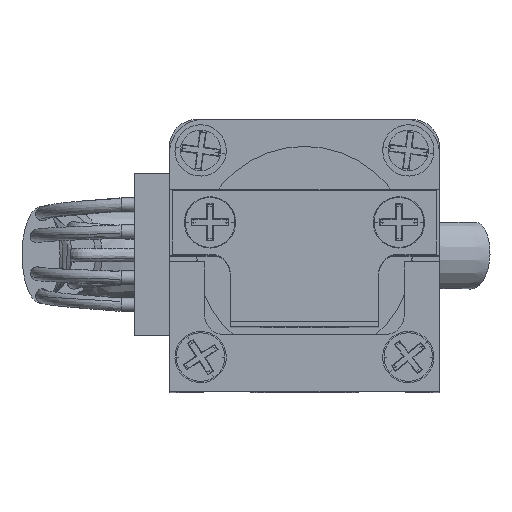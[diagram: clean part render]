
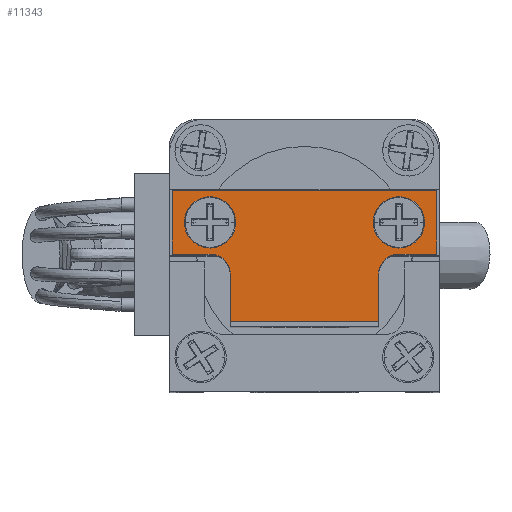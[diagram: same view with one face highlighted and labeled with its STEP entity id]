
A CAD part, top view. The second image highlights one B-rep face of the part: STEP entity #11343.
In plain terms, the highlighted planar face has unit normal (0, 0, 1).
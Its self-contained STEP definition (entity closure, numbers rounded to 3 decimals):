
#271 = VECTOR ( 'NONE', #16787, 1000. ) ;
#290 = EDGE_CURVE ( 'NONE', #39936, #12618, #45408, .T. ) ;
#363 = CARTESIAN_POINT ( 'NONE',  ( 5.15, 2.3, 39.26 ) ) ;
#1302 = DIRECTION ( 'NONE',  ( 0., 0., 1. ) ) ;
#2351 = VECTOR ( 'NONE', #6214, 1000. ) ;
#3469 = VERTEX_POINT ( 'NONE', #49483 ) ;
#3701 = ORIENTED_EDGE ( 'NONE', *, *, #25936, .T. ) ;
#4370 = VERTEX_POINT ( 'NONE', #17853 ) ;
#4412 = ORIENTED_EDGE ( 'NONE', *, *, #14654, .T. ) ;
#4650 = CARTESIAN_POINT ( 'NONE',  ( -7., 2.3, 39.26 ) ) ;
#4709 = DIRECTION ( 'NONE',  ( 0., 0., -1. ) ) ;
#5105 = LINE ( 'NONE', #25339, #18692 ) ;
#5147 = VERTEX_POINT ( 'NONE', #29275 ) ;
#5150 = DIRECTION ( 'NONE',  ( 0., -1., 0. ) ) ;
#5680 = DIRECTION ( 'NONE',  ( 0., 0., 1. ) ) ;
#5944 = LINE ( 'NONE', #46194, #2351 ) ;
#6214 = DIRECTION ( 'NONE',  ( 0., 1., 0. ) ) ;
#7016 = ORIENTED_EDGE ( 'NONE', *, *, #31388, .T. ) ;
#7633 = CIRCLE ( 'NONE', #25276, 1.85 ) ;
#8880 = VERTEX_POINT ( 'NONE', #25318 ) ;
#8918 = PLANE ( 'NONE',  #28365 ) ;
#9022 = DIRECTION ( 'NONE',  ( 1., 0., 0. ) ) ;
#10281 = EDGE_CURVE ( 'NONE', #33062, #23794, #24690, .T. ) ;
#10786 = VERTEX_POINT ( 'NONE', #23133 ) ;
#11178 = VERTEX_POINT ( 'NONE', #20739 ) ;
#11242 = ORIENTED_EDGE ( 'NONE', *, *, #21509, .F. ) ;
#11343 = ADVANCED_FACE ( 'NONE', ( #12861, #28909, #24958 ), #8918, .T. ) ;
#11510 = VERTEX_POINT ( 'NONE', #20938 ) ;
#12618 = VERTEX_POINT ( 'NONE', #34855 ) ;
#12861 = FACE_BOUND ( 'NONE', #38574, .T. ) ;
#13268 = LINE ( 'NONE', #37277, #20473 ) ;
#13584 = EDGE_CURVE ( 'NONE', #11510, #44673, #49827, .T. ) ;
#13781 = LINE ( 'NONE', #30078, #28627 ) ;
#13783 = ORIENTED_EDGE ( 'NONE', *, *, #21623, .T. ) ;
#14428 = EDGE_CURVE ( 'NONE', #24709, #11178, #19632, .T. ) ;
#14654 = EDGE_CURVE ( 'NONE', #5147, #3469, #5944, .T. ) ;
#16374 = LINE ( 'NONE', #40069, #48698 ) ;
#16787 = DIRECTION ( 'NONE',  ( 0., 1., 0. ) ) ;
#17343 = DIRECTION ( 'NONE',  ( 1., 0., 0. ) ) ;
#17853 = CARTESIAN_POINT ( 'NONE',  ( -7., -0.05, 39.26 ) ) ;
#18251 = VECTOR ( 'NONE', #24349, 1000. ) ;
#18500 = DIRECTION ( 'NONE',  ( 1., 0., 0. ) ) ;
#18563 = VECTOR ( 'NONE', #31971, 1000. ) ;
#18692 = VECTOR ( 'NONE', #25835, 1000. ) ;
#19186 = CARTESIAN_POINT ( 'NONE',  ( 7., -0.05, 39.26 ) ) ;
#19322 = EDGE_CURVE ( 'NONE', #4370, #10786, #38877, .T. ) ;
#19632 = LINE ( 'NONE', #48632, #18251 ) ;
#20473 = VECTOR ( 'NONE', #21195, 1000. ) ;
#20588 = DIRECTION ( 'NONE',  ( 1., 0., 0. ) ) ;
#20739 = CARTESIAN_POINT ( 'NONE',  ( -9.8, -0.05, 39.26 ) ) ;
#20938 = CARTESIAN_POINT ( 'NONE',  ( 8.85, 2.3, 39.26 ) ) ;
#21002 = CARTESIAN_POINT ( 'NONE',  ( -9.8, 4.65, 39.26 ) ) ;
#21079 = ORIENTED_EDGE ( 'NONE', *, *, #19322, .T. ) ;
#21195 = DIRECTION ( 'NONE',  ( -1., 0., 0. ) ) ;
#21333 = CIRCLE ( 'NONE', #30576, 1.85 ) ;
#21509 = EDGE_CURVE ( 'NONE', #12618, #39936, #21333, .T. ) ;
#21623 = EDGE_CURVE ( 'NONE', #3469, #24709, #13268, .T. ) ;
#22205 = ORIENTED_EDGE ( 'NONE', *, *, #13584, .F. ) ;
#23133 = CARTESIAN_POINT ( 'NONE',  ( -5.5, -1.55, 39.26 ) ) ;
#23794 = VERTEX_POINT ( 'NONE', #36209 ) ;
#24053 = CARTESIAN_POINT ( 'NONE',  ( 7., 2.3, 39.26 ) ) ;
#24245 = DIRECTION ( 'NONE',  ( 1., 0., 0. ) ) ;
#24349 = DIRECTION ( 'NONE',  ( 0., -1., 0. ) ) ;
#24690 = LINE ( 'NONE', #36799, #271 ) ;
#24709 = VERTEX_POINT ( 'NONE', #21002 ) ;
#24958 = FACE_OUTER_BOUND ( 'NONE', #30961, .T. ) ;
#25004 = CIRCLE ( 'NONE', #45164, 1.5 ) ;
#25276 = AXIS2_PLACEMENT_3D ( 'NONE', #24053, #28269, #32224 ) ;
#25318 = CARTESIAN_POINT ( 'NONE',  ( -5.5, -5.05, 39.26 ) ) ;
#25339 = CARTESIAN_POINT ( 'NONE',  ( 5.5, -0.05, 39.26 ) ) ;
#25835 = DIRECTION ( 'NONE',  ( 1., 0., 0. ) ) ;
#25936 = EDGE_CURVE ( 'NONE', #11178, #4370, #16374, .T. ) ;
#26581 = ORIENTED_EDGE ( 'NONE', *, *, #14428, .T. ) ;
#27083 = AXIS2_PLACEMENT_3D ( 'NONE', #28747, #40096, #9022 ) ;
#27214 = EDGE_CURVE ( 'NONE', #44673, #11510, #7633, .T. ) ;
#28264 = CARTESIAN_POINT ( 'NONE',  ( 5.5, -5.05, 39.26 ) ) ;
#28269 = DIRECTION ( 'NONE',  ( 0., 0., 1. ) ) ;
#28365 = AXIS2_PLACEMENT_3D ( 'NONE', #38376, #1302, #17343 ) ;
#28627 = VECTOR ( 'NONE', #5150, 1000. ) ;
#28732 = CARTESIAN_POINT ( 'NONE',  ( -7., -1.55, 39.26 ) ) ;
#28747 = CARTESIAN_POINT ( 'NONE',  ( 7., 2.3, 39.26 ) ) ;
#28909 = FACE_BOUND ( 'NONE', #50177, .T. ) ;
#29275 = CARTESIAN_POINT ( 'NONE',  ( 9.8, -0.05, 39.26 ) ) ;
#29660 = ORIENTED_EDGE ( 'NONE', *, *, #290, .F. ) ;
#30078 = CARTESIAN_POINT ( 'NONE',  ( -5.5, -0.05, 39.26 ) ) ;
#30576 = AXIS2_PLACEMENT_3D ( 'NONE', #4650, #5680, #32735 ) ;
#30961 = EDGE_LOOP ( 'NONE', ( #13783, #26581, #3701, #21079, #48401, #38743, #33023, #7016, #38211, #4412 ) ) ;
#31232 = AXIS2_PLACEMENT_3D ( 'NONE', #28732, #31640, #20588 ) ;
#31388 = EDGE_CURVE ( 'NONE', #23794, #41809, #25004, .T. ) ;
#31460 = CARTESIAN_POINT ( 'NONE',  ( -5.5, -5.05, 39.26 ) ) ;
#31640 = DIRECTION ( 'NONE',  ( 0., 0., -1. ) ) ;
#31971 = DIRECTION ( 'NONE',  ( 1., 0., 0. ) ) ;
#32224 = DIRECTION ( 'NONE',  ( 1., 0., 0. ) ) ;
#32735 = DIRECTION ( 'NONE',  ( 1., 0., 0. ) ) ;
#32925 = ORIENTED_EDGE ( 'NONE', *, *, #27214, .F. ) ;
#33023 = ORIENTED_EDGE ( 'NONE', *, *, #10281, .T. ) ;
#33062 = VERTEX_POINT ( 'NONE', #28264 ) ;
#33153 = EDGE_CURVE ( 'NONE', #10786, #8880, #13781, .T. ) ;
#34855 = CARTESIAN_POINT ( 'NONE',  ( -5.15, 2.3, 39.26 ) ) ;
#36209 = CARTESIAN_POINT ( 'NONE',  ( 5.5, -1.55, 39.26 ) ) ;
#36782 = DIRECTION ( 'NONE',  ( 1., 0., 0. ) ) ;
#36799 = CARTESIAN_POINT ( 'NONE',  ( 5.5, -5.05, 39.26 ) ) ;
#37277 = CARTESIAN_POINT ( 'NONE',  ( 9.8, 4.65, 39.26 ) ) ;
#38211 = ORIENTED_EDGE ( 'NONE', *, *, #47628, .T. ) ;
#38376 = CARTESIAN_POINT ( 'NONE',  ( 0., 0., 39.26 ) ) ;
#38574 = EDGE_LOOP ( 'NONE', ( #11242, #29660 ) ) ;
#38743 = ORIENTED_EDGE ( 'NONE', *, *, #51581, .T. ) ;
#38877 = CIRCLE ( 'NONE', #31232, 1.5 ) ;
#39936 = VERTEX_POINT ( 'NONE', #41565 ) ;
#40069 = CARTESIAN_POINT ( 'NONE',  ( -9.8, -0.05, 39.26 ) ) ;
#40096 = DIRECTION ( 'NONE',  ( 0., 0., 1. ) ) ;
#40995 = CARTESIAN_POINT ( 'NONE',  ( 7., -1.55, 39.26 ) ) ;
#41565 = CARTESIAN_POINT ( 'NONE',  ( -8.85, 2.3, 39.26 ) ) ;
#41809 = VERTEX_POINT ( 'NONE', #19186 ) ;
#44354 = LINE ( 'NONE', #31460, #18563 ) ;
#44673 = VERTEX_POINT ( 'NONE', #363 ) ;
#45164 = AXIS2_PLACEMENT_3D ( 'NONE', #40995, #4709, #36782 ) ;
#45408 = CIRCLE ( 'NONE', #51324, 1.85 ) ;
#46194 = CARTESIAN_POINT ( 'NONE',  ( 9.8, -0.05, 39.26 ) ) ;
#46429 = CARTESIAN_POINT ( 'NONE',  ( -7., 2.3, 39.26 ) ) ;
#47628 = EDGE_CURVE ( 'NONE', #41809, #5147, #5105, .T. ) ;
#48401 = ORIENTED_EDGE ( 'NONE', *, *, #33153, .T. ) ;
#48632 = CARTESIAN_POINT ( 'NONE',  ( -9.8, 4.65, 39.26 ) ) ;
#48698 = VECTOR ( 'NONE', #24245, 1000. ) ;
#49483 = CARTESIAN_POINT ( 'NONE',  ( 9.8, 4.65, 39.26 ) ) ;
#49827 = CIRCLE ( 'NONE', #27083, 1.85 ) ;
#50177 = EDGE_LOOP ( 'NONE', ( #22205, #32925 ) ) ;
#50929 = DIRECTION ( 'NONE',  ( 0., 0., 1. ) ) ;
#51324 = AXIS2_PLACEMENT_3D ( 'NONE', #46429, #50929, #18500 ) ;
#51581 = EDGE_CURVE ( 'NONE', #8880, #33062, #44354, .T. ) ;
